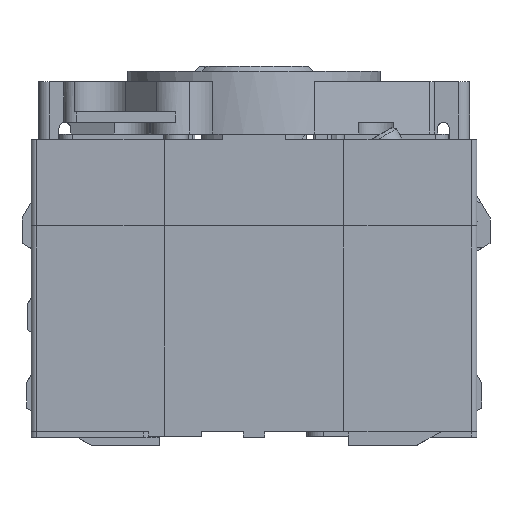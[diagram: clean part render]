
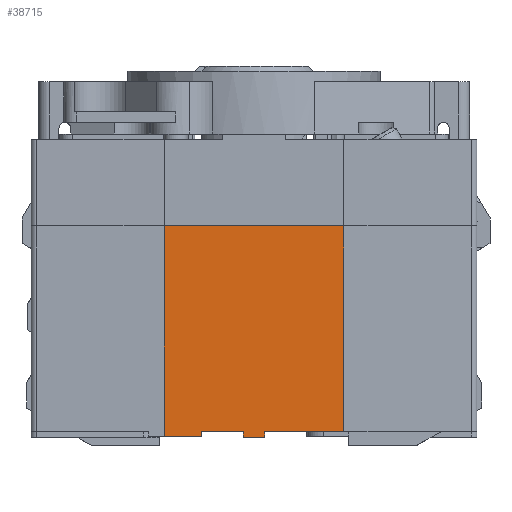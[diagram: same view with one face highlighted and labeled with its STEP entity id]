
A CAD part, front view. The second image highlights one B-rep face of the part: STEP entity #38715.
In plain terms, the highlighted planar face has unit normal (0, -1, 0).
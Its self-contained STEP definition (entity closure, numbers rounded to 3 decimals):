
#1359=PLANE('',#41859);
#4614=FACE_OUTER_BOUND('',#6644,.T.);
#6644=EDGE_LOOP('',(#34180,#34181,#34182,#34183,#34184,#34185,#34186,#34187,
#34188,#34189));
#9985=LINE('',#64378,#13988);
#9987=LINE('',#64382,#13990);
#9992=LINE('',#64393,#13995);
#9995=LINE('',#64399,#13998);
#9997=LINE('',#64404,#14000);
#10415=LINE('',#66029,#14418);
#10751=LINE('',#66996,#14754);
#10752=LINE('',#66999,#14755);
#10753=LINE('',#67001,#14756);
#10754=LINE('',#67002,#14757);
#13988=VECTOR('',#49250,10.);
#13990=VECTOR('',#49254,10.);
#13995=VECTOR('',#49263,10.);
#13998=VECTOR('',#49268,10.);
#14000=VECTOR('',#49274,10.);
#14418=VECTOR('',#50332,10.);
#14754=VECTOR('',#51310,10.);
#14755=VECTOR('',#51313,10.);
#14756=VECTOR('',#51314,10.);
#14757=VECTOR('',#51315,10.);
#17968=VERTEX_POINT('',#64375);
#17969=VERTEX_POINT('',#64377);
#17970=VERTEX_POINT('',#64381);
#17971=VERTEX_POINT('',#64386);
#17974=VERTEX_POINT('',#64391);
#17976=VERTEX_POINT('',#64396);
#18346=VERTEX_POINT('',#66028);
#18606=VERTEX_POINT('',#66994);
#18607=VERTEX_POINT('',#66998);
#18608=VERTEX_POINT('',#67000);
#22955=EDGE_CURVE('',#17968,#17969,#9985,.T.);
#22957=EDGE_CURVE('',#17970,#17969,#9987,.T.);
#22963=EDGE_CURVE('',#17971,#17974,#9992,.T.);
#22966=EDGE_CURVE('',#17976,#17971,#9995,.T.);
#22969=EDGE_CURVE('',#17968,#17976,#9997,.T.);
#23568=EDGE_CURVE('',#17970,#18346,#10415,.T.);
#24053=EDGE_CURVE('',#17974,#18606,#10751,.T.);
#24054=EDGE_CURVE('',#18606,#18607,#10752,.T.);
#24055=EDGE_CURVE('',#18607,#18608,#10753,.T.);
#24056=EDGE_CURVE('',#18608,#18346,#10754,.T.);
#34180=ORIENTED_EDGE('',*,*,#22969,.T.);
#34181=ORIENTED_EDGE('',*,*,#22966,.T.);
#34182=ORIENTED_EDGE('',*,*,#22963,.T.);
#34183=ORIENTED_EDGE('',*,*,#24053,.T.);
#34184=ORIENTED_EDGE('',*,*,#24054,.T.);
#34185=ORIENTED_EDGE('',*,*,#24055,.T.);
#34186=ORIENTED_EDGE('',*,*,#24056,.T.);
#34187=ORIENTED_EDGE('',*,*,#23568,.F.);
#34188=ORIENTED_EDGE('',*,*,#22957,.T.);
#34189=ORIENTED_EDGE('',*,*,#22955,.F.);
#38715=ADVANCED_FACE('',(#4614),#1359,.T.);
#41859=AXIS2_PLACEMENT_3D('',#66997,#51311,#51312);
#49250=DIRECTION('',(0.,0.,-1.));
#49254=DIRECTION('',(1.,0.,0.));
#49263=DIRECTION('',(1.,0.,0.));
#49268=DIRECTION('',(0.,0.,-1.));
#49274=DIRECTION('',(1.,0.,0.));
#50332=DIRECTION('',(0.,0.,1.));
#51310=DIRECTION('',(0.,0.,1.));
#51311=DIRECTION('center_axis',(0.,-1.,0.));
#51312=DIRECTION('ref_axis',(0.,0.,
-1.));
#51313=DIRECTION('',(1.,0.,0.));
#51314=DIRECTION('',(0.,0.,1.));
#51315=DIRECTION('',(-1.,0.,0.));
#64375=CARTESIAN_POINT('',(-5.,-13.325,0.));
#64377=CARTESIAN_POINT('',(-5.,-13.325,-0.4));
#64378=CARTESIAN_POINT('',(-5.,-13.325,0.6));
#64381=CARTESIAN_POINT('',(-8.5,-13.325,-0.4));
#64382=CARTESIAN_POINT('',(-8.5,-13.325,-0.4));
#64386=CARTESIAN_POINT('',(-1.,-13.325,-0.5));
#64391=CARTESIAN_POINT('',(1.,-13.325,-0.5));
#64393=CARTESIAN_POINT('',(-8.5,-13.325,-0.5));
#64396=CARTESIAN_POINT('',(-1.,-13.325,0.));
#64399=CARTESIAN_POINT('',(-1.,-13.325,-0.5));
#64404=CARTESIAN_POINT('',(4.25,-13.325,0.));
#66028=CARTESIAN_POINT('',(-8.5,-13.325,19.5));
#66029=CARTESIAN_POINT('',(-8.5,-13.325,-0.5));
#66994=CARTESIAN_POINT('',(1.,-13.325,0.));
#66996=CARTESIAN_POINT('',(1.,-13.325,-0.5));
#66997=CARTESIAN_POINT('Origin',(8.5,-13.325,-0.5));
#66998=CARTESIAN_POINT('',(8.5,-13.325,0.));
#66999=CARTESIAN_POINT('',(4.25,-13.325,0.));
#67000=CARTESIAN_POINT('',(8.5,-13.325,19.5));
#67001=CARTESIAN_POINT('',(8.5,-13.325,-0.5));
#67002=CARTESIAN_POINT('',(-8.5,-13.325,19.5));
